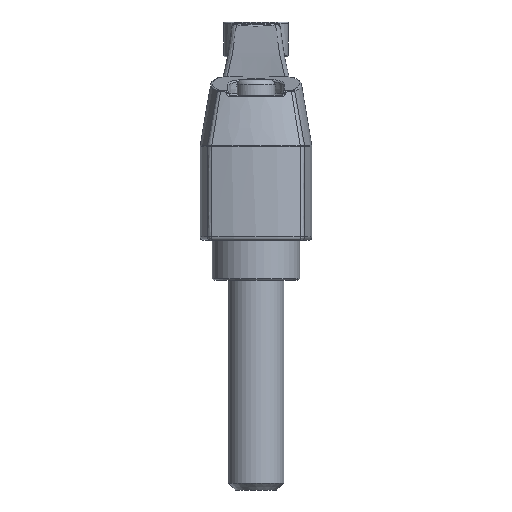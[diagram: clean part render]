
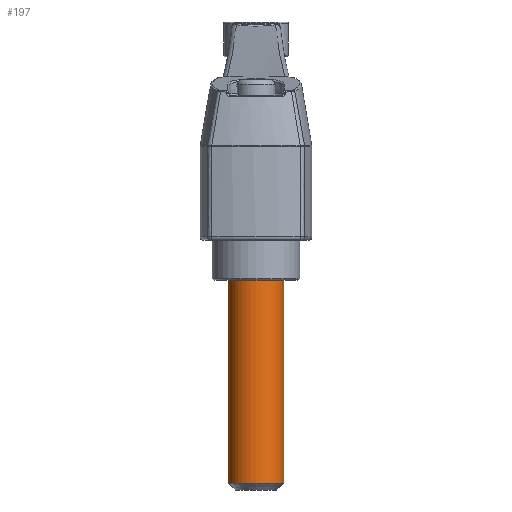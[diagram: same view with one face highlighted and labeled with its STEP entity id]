
A CAD part, left-side view. The second image highlights one B-rep face of the part: STEP entity #197.
In plain terms, the highlighted cylindrical face has radius 8 mm (diameter 16 mm), a full revolution.
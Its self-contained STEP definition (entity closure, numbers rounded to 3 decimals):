
#197 = ADVANCED_FACE( '', ( #510, #511 ), #512, .T. );
#510 = FACE_OUTER_BOUND( '', #2342, .T. );
#511 = FACE_OUTER_BOUND( '', #2343, .T. );
#512 = CYLINDRICAL_SURFACE( '', #2344, 8. );
#2342 = EDGE_LOOP( '', ( #12087 ) );
#2343 = EDGE_LOOP( '', ( #12088 ) );
#2344 = AXIS2_PLACEMENT_3D( '', #12089, #12090, #12091 );
#12087 = ORIENTED_EDGE( '', *, *, #12989, .T. );
#12088 = ORIENTED_EDGE( '', *, *, #12990, .T. );
#12089 = CARTESIAN_POINT( '', ( 0., 0., -71.5 ) );
#12090 = DIRECTION( '', ( 0., 0., -1. ) );
#12091 = DIRECTION( '', ( 1., 0., 0. ) );
#12989 = EDGE_CURVE( '', #13480, #13480, #13481, .F. );
#12990 = EDGE_CURVE( '', #13482, #13482, #13483, .F. );
#13480 = VERTEX_POINT( '', #14887 );
#13481 = CIRCLE( '', #14888, 8. );
#13482 = VERTEX_POINT( '', #14889 );
#13483 = CIRCLE( '', #14890, 8. );
#14887 = CARTESIAN_POINT( '', ( -8., 0., -69.5 ) );
#14888 = AXIS2_PLACEMENT_3D( '', #18758, #18759, #18760 );
#14889 = CARTESIAN_POINT( '', ( 8., 0., -11.5 ) );
#14890 = AXIS2_PLACEMENT_3D( '', #18761, #18762, #18763 );
#18758 = CARTESIAN_POINT( '', ( 0., 0., -69.5 ) );
#18759 = DIRECTION( '', ( 0., 0., -1. ) );
#18760 = DIRECTION( '', ( -1., 0., 0. ) );
#18761 = CARTESIAN_POINT( '', ( 0., 0., -11.5 ) );
#18762 = DIRECTION( '', ( 0., 0., 1. ) );
#18763 = DIRECTION( '', ( 1., 0., 0. ) );
